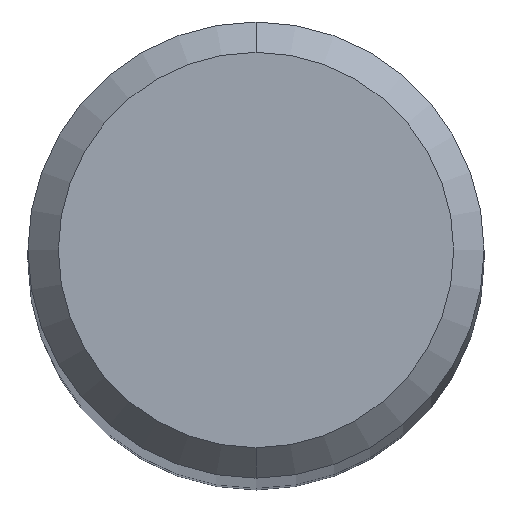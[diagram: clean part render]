
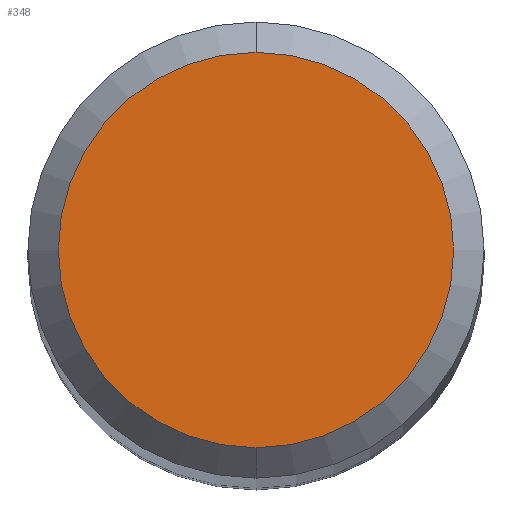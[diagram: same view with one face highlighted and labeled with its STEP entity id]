
A CAD part, top view. The second image highlights one B-rep face of the part: STEP entity #348.
In plain terms, the highlighted planar face has unit normal (0, 0, 1).
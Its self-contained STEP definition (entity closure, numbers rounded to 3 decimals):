
#166=VERTEX_POINT('',#431);
#326=EDGE_CURVE('',#330,#166,#610,.T.);
#330=VERTEX_POINT('',#614);
#348=ADVANCED_FACE('',(#635),#636,.T.);
#400=EDGE_CURVE('',#166,#330,#690,.T.);
#431=CARTESIAN_POINT('',(0.,-2.6,0.0));
#610=CIRCLE('',#1001,2.6);
#614=CARTESIAN_POINT('',(0.0,2.6,0.0));
#635=FACE_OUTER_BOUND('',#1041,.T.);
#636=PLANE('',#1042);
#690=CIRCLE('',#1265,2.6);
#1001=AXIS2_PLACEMENT_3D('',#1493,#1494,#1495);
#1041=EDGE_LOOP('',(#1525,#1526));
#1042=AXIS2_PLACEMENT_3D('',#1527,#1528,#1529);
#1265=AXIS2_PLACEMENT_3D('',#1565,#1566,#1567);
#1493=CARTESIAN_POINT('',(0.0,0.0,0.0));
#1494=DIRECTION('',(0.0,0.0,-1.0));
#1495=DIRECTION('',(0.0,1.0,0.0));
#1525=ORIENTED_EDGE('',*,*,#326,.F.);
#1526=ORIENTED_EDGE('',*,*,#400,.F.);
#1527=CARTESIAN_POINT('',(0.0,1.3,0.0));
#1528=DIRECTION('',(-0.0,0.0,1.0));
#1529=DIRECTION('',(0.0,-1.0,0.0));
#1565=CARTESIAN_POINT('',(0.0,0.0,0.0));
#1566=DIRECTION('',(0.0,0.0,-1.0));
#1567=DIRECTION('',(0.0,1.0,0.0));
